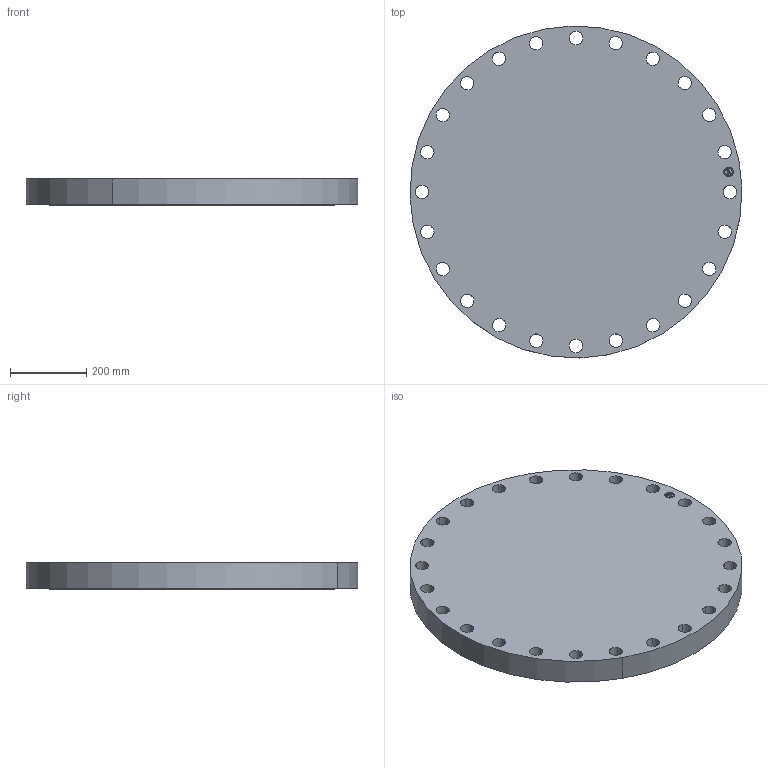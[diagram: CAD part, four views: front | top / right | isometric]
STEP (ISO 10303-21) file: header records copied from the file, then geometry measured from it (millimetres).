
FILE_DESCRIPTION(('3D STEP'),'2;1');
FILE_NAME('26-150-BLIND-RF-A-FLANGE.stp','2013-03-22T02:17:57+00:00',('Texas Flange'),(''),'CATIA Version 5 Release 20 SP 6 (IN-10)','CATIA V5 STEP AP214','800-826-3801');
FILE_SCHEMA(('AUTOMOTIVE_DESIGN { 1 0 10303 214 1 1 1 1 }'));
Length unit declared in the file: inch
Products named in the file (1): 26-150-BLIND-RF-A-FLANGE
Bounding box: 869.71 x 869.71 x 68.4 mm (x, y, z)
Volume: 38865534.4 mm3; surface area: 1505488.8 mm2
Topology: 1 solids, 1 shells, 440 faces, 1260 edges, 840 vertices
Faces by surface type: plane 368, cylinder 72
Entity records: 16517 total; most frequent: ORIENTED_EDGE 2520, CARTESIAN_POINT 2481, DIRECTION 2020, EDGE_CURVE 1260, VECTOR 1116, LINE 1116, VERTEX_POINT 840, AXIS2_PLACEMENT_3D 525
